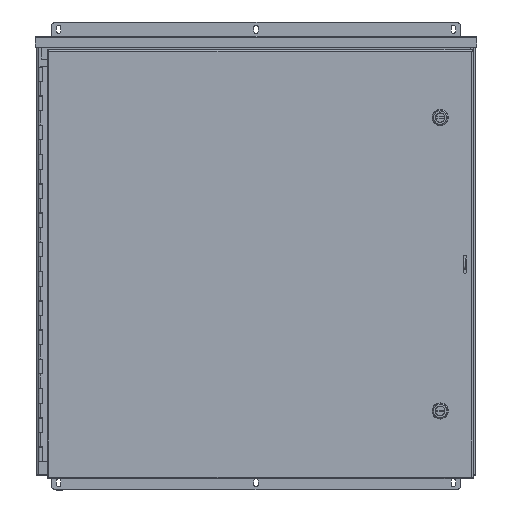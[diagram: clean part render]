
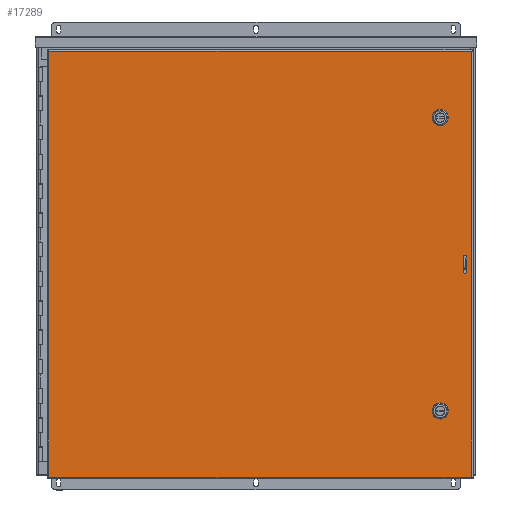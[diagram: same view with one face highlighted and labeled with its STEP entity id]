
A CAD part, top view. The second image highlights one B-rep face of the part: STEP entity #17289.
In plain terms, the highlighted planar face has unit normal (0, 0, 1).
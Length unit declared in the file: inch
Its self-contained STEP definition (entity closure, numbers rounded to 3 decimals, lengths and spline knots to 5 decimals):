
#759=FACE_BOUND('',#2754,.T.);
#760=FACE_BOUND('',#2755,.T.);
#761=FACE_BOUND('',#2756,.T.);
#911=CIRCLE('',#18311,0.453);
#913=CIRCLE('',#18315,0.453);
#915=CIRCLE('',#18319,0.453);
#917=CIRCLE('',#18323,0.453);
#919=CIRCLE('',#18352,0.453);
#921=CIRCLE('',#18356,0.453);
#923=CIRCLE('',#18360,0.453);
#925=CIRCLE('',#18364,0.453);
#926=CIRCLE('',#18371,0.125);
#928=CIRCLE('',#18374,0.125);
#1730=FACE_OUTER_BOUND('',#2753,.T.);
#2753=EDGE_LOOP('',(#11799,#11800,#11801,#11802));
#2754=EDGE_LOOP('',(#11803,#11804,#11805,#11806,#11807,#11808,#11809,#11810));
#2755=EDGE_LOOP('',(#11811,#11812,#11813,#11814,#11815,#11816,#11817,#11818));
#2756=EDGE_LOOP('',(#11819,#11820,#11821,#11822));
#3876=LINE('',#25571,#5498);
#3880=LINE('',#25583,#5502);
#3884=LINE('',#25595,#5506);
#3888=LINE('',#25605,#5510);
#3938=LINE('',#25925,#5560);
#3955=LINE('',#26137,#5577);
#3959=LINE('',#26151,#5581);
#3963=LINE('',#26163,#5585);
#3967=LINE('',#26175,#5589);
#3971=LINE('',#26185,#5593);
#3975=LINE('',#26196,#5597);
#3981=LINE('',#26214,#5603);
#3983=LINE('',#26218,#5605);
#3984=LINE('',#26221,#5606);
#5498=VECTOR('',#20535,0.42712);
#5502=VECTOR('',#20547,0.42712);
#5506=VECTOR('',#20559,0.42712);
#5510=VECTOR('',#20571,0.42712);
#5560=VECTOR('',#20655,29.102);
#5577=VECTOR('',#20688,29.102);
#5581=VECTOR('',#20700,0.42712);
#5585=VECTOR('',#20712,0.42712);
#5589=VECTOR('',#20724,0.42712);
#5593=VECTOR('',#20736,0.42712);
#5597=VECTOR('',#20748,1.);
#5603=VECTOR('',#20768,1.);
#5605=VECTOR('',#20774,28.9145);
#5606=VECTOR('',#20779,28.9145);
#7047=VERTEX_POINT('',#25562);
#7048=VERTEX_POINT('',#25564);
#7050=VERTEX_POINT('',#25570);
#7052=VERTEX_POINT('',#25576);
#7054=VERTEX_POINT('',#25582);
#7056=VERTEX_POINT('',#25588);
#7058=VERTEX_POINT('',#25594);
#7060=VERTEX_POINT('',#25600);
#7073=VERTEX_POINT('',#25702);
#7089=VERTEX_POINT('',#25820);
#7104=VERTEX_POINT('',#25924);
#7112=VERTEX_POINT('',#26073);
#7115=VERTEX_POINT('',#26142);
#7116=VERTEX_POINT('',#26144);
#7118=VERTEX_POINT('',#26150);
#7120=VERTEX_POINT('',#26156);
#7122=VERTEX_POINT('',#26162);
#7124=VERTEX_POINT('',#26168);
#7126=VERTEX_POINT('',#26174);
#7128=VERTEX_POINT('',#26180);
#7129=VERTEX_POINT('',#26192);
#7131=VERTEX_POINT('',#26195);
#7133=VERTEX_POINT('',#26201);
#7135=VERTEX_POINT('',#26207);
#8727=EDGE_CURVE('',#7048,#7047,#911,.T.);
#8730=EDGE_CURVE('',#7050,#7048,#3876,.T.);
#8733=EDGE_CURVE('',#7052,#7050,#913,.T.);
#8736=EDGE_CURVE('',#7054,#7052,#3880,.T.);
#8739=EDGE_CURVE('',#7056,#7054,#915,.T.);
#8742=EDGE_CURVE('',#7058,#7056,#3884,.T.);
#8745=EDGE_CURVE('',#7060,#7058,#917,.T.);
#8748=EDGE_CURVE('',#7047,#7060,#3888,.T.);
#8813=EDGE_CURVE('',#7104,#7089,#3938,.T.);
#8839=EDGE_CURVE('',#7073,#7112,#3955,.T.);
#8842=EDGE_CURVE('',#7116,#7115,#919,.T.);
#8845=EDGE_CURVE('',#7118,#7116,#3959,.T.);
#8848=EDGE_CURVE('',#7120,#7118,#921,.T.);
#8851=EDGE_CURVE('',#7122,#7120,#3963,.T.);
#8854=EDGE_CURVE('',#7124,#7122,#923,.T.);
#8857=EDGE_CURVE('',#7126,#7124,#3967,.T.);
#8860=EDGE_CURVE('',#7128,#7126,#925,.T.);
#8863=EDGE_CURVE('',#7115,#7128,#3971,.T.);
#8867=EDGE_CURVE('',#7131,#7129,#3975,.T.);
#8870=EDGE_CURVE('',#7133,#7129,#926,.T.);
#8873=EDGE_CURVE('',#7131,#7135,#928,.T.);
#8877=EDGE_CURVE('',#7133,#7135,#3981,.T.);
#8879=EDGE_CURVE('',#7089,#7073,#3983,.T.);
#8880=EDGE_CURVE('',#7112,#7104,#3984,.T.);
#11799=ORIENTED_EDGE('',*,*,#8839,.T.);
#11800=ORIENTED_EDGE('',*,*,#8880,.T.);
#11801=ORIENTED_EDGE('',*,*,#8813,.T.);
#11802=ORIENTED_EDGE('',*,*,#8879,.T.);
#11803=ORIENTED_EDGE('',*,*,#8727,.T.);
#11804=ORIENTED_EDGE('',*,*,#8748,.T.);
#11805=ORIENTED_EDGE('',*,*,#8745,.T.);
#11806=ORIENTED_EDGE('',*,*,#8742,.T.);
#11807=ORIENTED_EDGE('',*,*,#8739,.T.);
#11808=ORIENTED_EDGE('',*,*,#8736,.T.);
#11809=ORIENTED_EDGE('',*,*,#8733,.T.);
#11810=ORIENTED_EDGE('',*,*,#8730,.T.);
#11811=ORIENTED_EDGE('',*,*,#8842,.T.);
#11812=ORIENTED_EDGE('',*,*,#8863,.T.);
#11813=ORIENTED_EDGE('',*,*,#8860,.T.);
#11814=ORIENTED_EDGE('',*,*,#8857,.T.);
#11815=ORIENTED_EDGE('',*,*,#8854,.T.);
#11816=ORIENTED_EDGE('',*,*,#8851,.T.);
#11817=ORIENTED_EDGE('',*,*,#8848,.T.);
#11818=ORIENTED_EDGE('',*,*,#8845,.T.);
#11819=ORIENTED_EDGE('',*,*,#8867,.T.);
#11820=ORIENTED_EDGE('',*,*,#8870,.F.);
#11821=ORIENTED_EDGE('',*,*,#8877,.T.);
#11822=ORIENTED_EDGE('',*,*,#8873,.F.);
#15723=PLANE('',#18382);
#17289=ADVANCED_FACE('',(#1730,#759,#760,#761),#15723,.T.);
#18311=AXIS2_PLACEMENT_3D('',#25565,#20529,#20530);
#18315=AXIS2_PLACEMENT_3D('',#25577,#20541,#20542);
#18319=AXIS2_PLACEMENT_3D('',#25589,#20553,#20554);
#18323=AXIS2_PLACEMENT_3D('',#25601,#20565,#20566);
#18352=AXIS2_PLACEMENT_3D('',#26145,#20694,#20695);
#18356=AXIS2_PLACEMENT_3D('',#26157,#20706,#20707);
#18360=AXIS2_PLACEMENT_3D('',#26169,#20718,#20719);
#18364=AXIS2_PLACEMENT_3D('',#26181,#20730,#20731);
#18371=AXIS2_PLACEMENT_3D('',#26202,#20753,#20754);
#18374=AXIS2_PLACEMENT_3D('',#26208,#20760,#20761);
#18382=AXIS2_PLACEMENT_3D('',#26223,#20782,#20783);
#20529=DIRECTION('center_axis',(0.,0.,-1.));
#20530=DIRECTION('ref_axis',(0.882,0.471,0.));
#20535=DIRECTION('',(1.,0.,0.));
#20541=DIRECTION('center_axis',(0.,0.,-1.));
#20542=DIRECTION('ref_axis',(-0.471,0.882,0.));
#20547=DIRECTION('',(0.,1.,0.));
#20553=DIRECTION('center_axis',(0.,0.,-1.));
#20554=DIRECTION('ref_axis',(-0.882,-0.471,0.));
#20559=DIRECTION('',(-1.,0.,0.));
#20565=DIRECTION('center_axis',(0.,0.,-1.));
#20566=DIRECTION('ref_axis',(0.471,-0.882,0.));
#20571=DIRECTION('',(0.,-1.,0.));
#20655=DIRECTION('',(0.,-1.,0.));
#20688=DIRECTION('',(0.,1.,0.));
#20694=DIRECTION('center_axis',(0.,0.,-1.));
#20695=DIRECTION('ref_axis',(0.882,0.471,0.));
#20700=DIRECTION('',(1.,0.,0.));
#20706=DIRECTION('center_axis',(0.,0.,-1.));
#20707=DIRECTION('ref_axis',(-0.471,0.882,0.));
#20712=DIRECTION('',(0.,1.,0.));
#20718=DIRECTION('center_axis',(0.,0.,-1.));
#20719=DIRECTION('ref_axis',(-0.882,-0.471,0.));
#20724=DIRECTION('',(-1.,0.,0.));
#20730=DIRECTION('center_axis',(0.,0.,-1.));
#20731=DIRECTION('ref_axis',(0.471,-0.882,0.));
#20736=DIRECTION('',(0.,-1.,0.));
#20748=DIRECTION('',(0.,-1.,0.));
#20753=DIRECTION('center_axis',(0.,0.,1.));
#20754=DIRECTION('ref_axis',(-0.707,-0.707,0.));
#20760=DIRECTION('center_axis',(0.,0.,1.));
#20761=DIRECTION('ref_axis',(0.707,0.707,0.));
#20768=DIRECTION('',(0.,1.,0.));
#20774=DIRECTION('',(1.,0.,0.));
#20779=DIRECTION('',(-1.,0.,0.));
#20782=DIRECTION('center_axis',(0.,0.,1.));
#20783=DIRECTION('ref_axis',(1.,0.,0.));
#25562=CARTESIAN_POINT('',(12.712,10.24481,0.074));
#25564=CARTESIAN_POINT('',(12.52612,10.43075,0.074));
#25565=CARTESIAN_POINT('Origin',(12.31248,10.0313,0.074));
#25570=CARTESIAN_POINT('',(12.099,10.43075,0.074));
#25571=CARTESIAN_POINT('',(6.26306,10.43075,0.074));
#25576=CARTESIAN_POINT('',(11.913,10.24481,0.074));
#25577=CARTESIAN_POINT('Origin',(12.31248,10.0312,0.074));
#25582=CARTESIAN_POINT('',(11.913,9.81769,0.074));
#25583=CARTESIAN_POINT('',(11.913,5.12241,0.074));
#25588=CARTESIAN_POINT('',(12.09894,9.63175,0.074));
#25589=CARTESIAN_POINT('Origin',(12.3125,10.03125,0.074));
#25594=CARTESIAN_POINT('',(12.52606,9.63175,0.074));
#25595=CARTESIAN_POINT('',(6.04947,9.63175,0.074));
#25600=CARTESIAN_POINT('',(12.712,9.81769,0.074));
#25601=CARTESIAN_POINT('Origin',(12.3125,10.03125,0.074));
#25605=CARTESIAN_POINT('',(12.712,4.90884,0.074));
#25702=CARTESIAN_POINT('',(14.45725,-14.551,0.074));
#25820=CARTESIAN_POINT('',(-14.45725,-14.551,0.074));
#25924=CARTESIAN_POINT('',(-14.45725,14.551,0.074));
#25925=CARTESIAN_POINT('',(-14.45725,7.2755,0.074));
#26073=CARTESIAN_POINT('',(14.45725,14.551,0.074));
#26137=CARTESIAN_POINT('',(14.45725,-7.2755,0.074));
#26142=CARTESIAN_POINT('',(12.712,-9.81769,0.074));
#26144=CARTESIAN_POINT('',(12.52612,-9.63175,0.074));
#26145=CARTESIAN_POINT('Origin',(12.31248,-10.0312,0.074));
#26150=CARTESIAN_POINT('',(12.099,-9.63175,0.074));
#26151=CARTESIAN_POINT('',(6.26306,-9.63175,0.074));
#26156=CARTESIAN_POINT('',(11.913,-9.81769,0.074));
#26157=CARTESIAN_POINT('Origin',(12.31248,-10.0313,0.074));
#26162=CARTESIAN_POINT('',(11.913,-10.24481,0.074));
#26163=CARTESIAN_POINT('',(11.913,-4.90884,0.074));
#26168=CARTESIAN_POINT('',(12.09894,-10.43075,0.074));
#26169=CARTESIAN_POINT('Origin',(12.3125,-10.03125,0.074));
#26174=CARTESIAN_POINT('',(12.52606,-10.43075,0.074));
#26175=CARTESIAN_POINT('',(6.04947,-10.43075,0.074));
#26180=CARTESIAN_POINT('',(12.712,-10.24481,0.074));
#26181=CARTESIAN_POINT('Origin',(12.3125,-10.03125,0.074));
#26185=CARTESIAN_POINT('',(12.712,-5.12241,0.074));
#26192=CARTESIAN_POINT('',(14.14063,-0.5,0.074));
#26195=CARTESIAN_POINT('',(14.14063,0.5,0.074));
#26196=CARTESIAN_POINT('',(14.14063,0.3125,0.074));
#26201=CARTESIAN_POINT('',(13.89063,-0.5,0.074));
#26202=CARTESIAN_POINT('Origin',(14.01563,-0.5,0.074));
#26207=CARTESIAN_POINT('',(13.89063,0.5,0.074));
#26208=CARTESIAN_POINT('Origin',(14.01563,0.5,0.074));
#26214=CARTESIAN_POINT('',(13.89063,-0.3125,0.074));
#26218=CARTESIAN_POINT('',(-7.22863,-14.551,0.074));
#26221=CARTESIAN_POINT('',(7.22863,14.551,0.074));
#26223=CARTESIAN_POINT('Origin',(0.,0.,
0.074));
